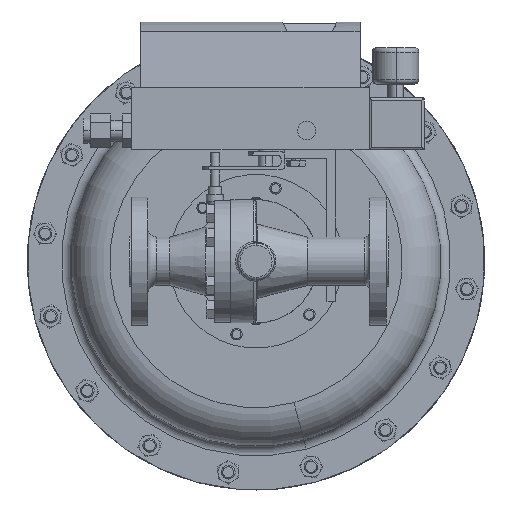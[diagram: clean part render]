
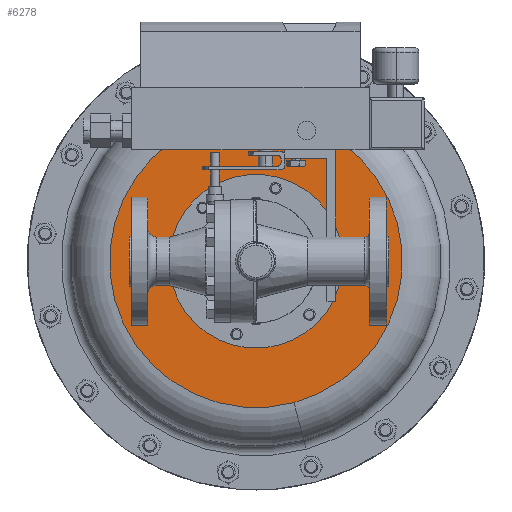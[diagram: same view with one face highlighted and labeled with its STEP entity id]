
A CAD part, front view. The second image highlights one B-rep face of the part: STEP entity #6278.
In plain terms, the highlighted planar face has unit normal (0, -1, 0).
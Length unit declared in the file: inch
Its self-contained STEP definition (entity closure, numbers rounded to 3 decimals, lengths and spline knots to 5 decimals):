
#2151 = ORIENTED_EDGE ( 'NONE', *, *, #5242, .F. ) ;
#3347 = CARTESIAN_POINT ( 'NONE',  ( 0.71681, 9.64706, 3.15829 ) ) ;
#3615 = CARTESIAN_POINT ( 'NONE',  ( -3.14689, 9.64706, 2.12302 ) ) ;
#3730 = DIRECTION ( 'NONE',  ( -0.259, 0., 0.966 ) ) ;
#5242 = EDGE_CURVE ( 'NONE', #21694, #27919, #22317, .T. ) ;
#6011 = DIRECTION ( 'NONE',  ( 0.259, 0., -0.966 ) ) ;
#6096 = CARTESIAN_POINT ( 'NONE',  ( -0.96257, 9.64706, 1.47892 ) ) ;
#6136 = CARTESIAN_POINT ( 'NONE',  ( -0.31847, 9.64706, 7.022 ) ) ;
#6219 = AXIS2_PLACEMENT_3D ( 'NONE', #3615, #19659, #3730 ) ;
#6278 = ADVANCED_FACE ( 'NONE', ( #7712, #21849 ), #30214, .T. ) ;
#7712 = FACE_OUTER_BOUND ( 'NONE', #31062, .T. ) ;
#8387 = DIRECTION ( 'NONE',  ( 0., 1., 0. ) ) ;
#8448 = CARTESIAN_POINT ( 'NONE',  ( 2.39619, 9.64706, 4.83767 ) ) ;
#12582 = CARTESIAN_POINT ( 'NONE',  ( 0.71681, 9.64706, 3.15829 ) ) ;
#13168 = AXIS2_PLACEMENT_3D ( 'NONE', #15406, #33920, #18037 ) ;
#14014 = CARTESIAN_POINT ( 'NONE',  ( 1.75208, 9.64706, -0.70541 ) ) ;
#15226 = DIRECTION ( 'NONE',  ( -0.707, 0., -0.707 ) ) ;
#15406 = CARTESIAN_POINT ( 'NONE',  ( 0.71681, 9.64706, 3.15829 ) ) ;
#16024 = AXIS2_PLACEMENT_3D ( 'NONE', #24272, #8387, #26963 ) ;
#18037 = DIRECTION ( 'NONE',  ( -0.707, 0., -0.707 ) ) ;
#18271 = EDGE_CURVE ( 'NONE', #27919, #21694, #23160, .T. ) ;
#18513 = AXIS2_PLACEMENT_3D ( 'NONE', #3347, #21954, #6011 ) ;
#19659 = DIRECTION ( 'NONE',  ( 0., -1., 0. ) ) ;
#20294 = EDGE_LOOP ( 'NONE', ( #32791, #24350 ) ) ;
#21132 = CIRCLE ( 'NONE', #13168, 2.375 ) ;
#21694 = VERTEX_POINT ( 'NONE', #6136 ) ;
#21849 = FACE_BOUND ( 'NONE', #20294, .T. ) ;
#21907 = EDGE_CURVE ( 'NONE', #25733, #28608, #29605, .T. ) ;
#21954 = DIRECTION ( 'NONE',  ( 0., 1., 0. ) ) ;
#22317 = CIRCLE ( 'NONE', #16024, 4. ) ;
#23160 = CIRCLE ( 'NONE', #18513, 4. ) ;
#24272 = CARTESIAN_POINT ( 'NONE',  ( 0.71681, 9.64706, 3.15829 ) ) ;
#24350 = ORIENTED_EDGE ( 'NONE', *, *, #27643, .T. ) ;
#25733 = VERTEX_POINT ( 'NONE', #8448 ) ;
#26963 = DIRECTION ( 'NONE',  ( 0.259, 0., -0.966 ) ) ;
#27643 = EDGE_CURVE ( 'NONE', #28608, #25733, #21132, .T. ) ;
#27919 = VERTEX_POINT ( 'NONE', #14014 ) ;
#28608 = VERTEX_POINT ( 'NONE', #6096 ) ;
#29329 = ORIENTED_EDGE ( 'NONE', *, *, #18271, .F. ) ;
#29515 = AXIS2_PLACEMENT_3D ( 'NONE', #12582, #31071, #15226 ) ;
#29605 = CIRCLE ( 'NONE', #29515, 2.375 ) ;
#30214 = PLANE ( 'NONE',  #6219 ) ;
#31062 = EDGE_LOOP ( 'NONE', ( #29329, #2151 ) ) ;
#31071 = DIRECTION ( 'NONE',  ( 0., 1., 0. ) ) ;
#32791 = ORIENTED_EDGE ( 'NONE', *, *, #21907, .T. ) ;
#33920 = DIRECTION ( 'NONE',  ( 0., 1., 0. ) ) ;
